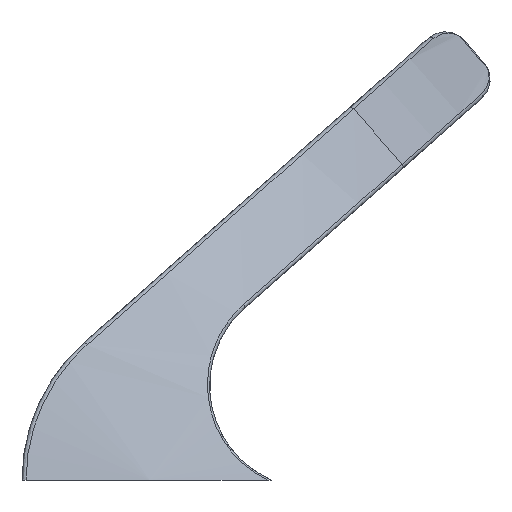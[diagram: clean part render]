
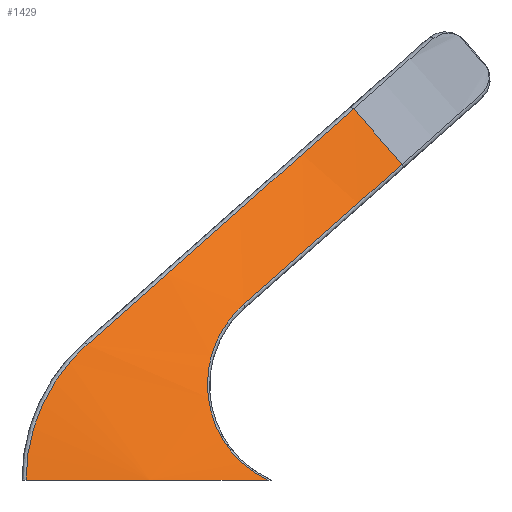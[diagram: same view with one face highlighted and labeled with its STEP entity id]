
A CAD part, left-side view. The second image highlights one B-rep face of the part: STEP entity #1429.
In plain terms, the highlighted cylindrical face has radius 45.822 mm (diameter 91.644 mm), a partial arc.
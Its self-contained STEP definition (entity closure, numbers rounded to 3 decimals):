
#16 = EDGE_CURVE ( 'NONE', #1323, #1473, #1151, .T. ) ;
#42 = EDGE_CURVE ( 'NONE', #1522, #782, #1821, .T. ) ;
#60 = CARTESIAN_POINT ( 'NONE',  ( -103.708, 3.055, 8.509 ) ) ;
#64 = CARTESIAN_POINT ( 'NONE',  ( -88., -4.766, 21.68 ) ) ;
#68 = CARTESIAN_POINT ( 'NONE',  ( -103.412, 2.821, 8.909 ) ) ;
#87 = CARTESIAN_POINT ( 'NONE',  ( -105.709, 3.6, 4.124 ) ) ;
#123 = ORIENTED_EDGE ( 'NONE', *, *, #1804, .T. ) ;
#212 = ORIENTED_EDGE ( 'NONE', *, *, #1668, .T. ) ;
#215 = CARTESIAN_POINT ( 'NONE',  ( -107.163, 10.801, 7.906 ) ) ;
#221 = CARTESIAN_POINT ( 'NONE',  ( -105.48, 3.735, 4.902 ) ) ;
#227 = CARTESIAN_POINT ( 'NONE',  ( -108.361, 12.681, 5.73 ) ) ;
#230 = CARTESIAN_POINT ( 'NONE',  ( -106.087, 1.85, 1.086 ) ) ;
#231 = DIRECTION ( 'NONE',  ( 0., -0.663, -0.749 ) ) ;
#265 = CARTESIAN_POINT ( 'NONE',  ( -107.163, 10.801, 7.906 ) ) ;
#349 = AXIS2_PLACEMENT_3D ( 'NONE', #904, #1035, #758 ) ;
#371 = CARTESIAN_POINT ( 'NONE',  ( -105.204, 3.771, 5.673 ) ) ;
#408 = VERTEX_POINT ( 'NONE', #265 ) ;
#433 = ORIENTED_EDGE ( 'NONE', *, *, #1160, .T. ) ;
#435 = AXIS2_PLACEMENT_3D ( 'NONE', #596, #859, #1302 ) ;
#496 = CARTESIAN_POINT ( 'NONE',  ( -107.645, 4.729, 0. ) ) ;
#507 = CARTESIAN_POINT ( 'NONE',  ( -105.301, 3.77, 5.417 ) ) ;
#509 = CARTESIAN_POINT ( 'NONE',  ( -105.84, 0.272, 0. ) ) ;
#512 = CARTESIAN_POINT ( 'NONE',  ( -109.663, 14.258, 1.544 ) ) ;
#552 = CARTESIAN_POINT ( 'NONE',  ( -105.84, 0.272, 0. ) ) ;
#596 = CARTESIAN_POINT ( 'NONE',  ( -65.534, 22.294, -8.005 ) ) ;
#631 = CARTESIAN_POINT ( 'NONE',  ( -102.797, 2.288, 9.635 ) ) ;
#655 =( BOUNDED_CURVE ( )  B_SPLINE_CURVE ( 3, ( #1206, #1497, #496, #509 ),
 .UNSPECIFIED., .F., .T. ) 
 B_SPLINE_CURVE_WITH_KNOTS ( ( 4, 4 ),
 ( 1.819, 2.067 ),
 .UNSPECIFIED. ) 
 CURVE ( )  GEOMETRIC_REPRESENTATION_ITEM ( )  RATIONAL_B_SPLINE_CURVE ( ( 1., 0.995, 0.995, 1. ) ) 
 REPRESENTATION_ITEM ( '' )  );
#659 = CARTESIAN_POINT ( 'NONE',  ( -108.748, 13.236, 4.762 ) ) ;
#664 = CARTESIAN_POINT ( 'NONE',  ( -105.561, 3.702, 4.643 ) ) ;
#668 = CARTESIAN_POINT ( 'NONE',  ( -109.955, 14.363, 0. ) ) ;
#677 = CARTESIAN_POINT ( 'NONE',  ( -109.819, 14.342, 0.776 ) ) ;
#694 = EDGE_LOOP ( 'NONE', ( #1272, #123, #915, #1295, #212, #433 ) ) ;
#758 = DIRECTION ( 'NONE',  ( 0., -0.749, 0.663 ) ) ;
#781 = CARTESIAN_POINT ( 'NONE',  ( -88., -7.615, 18.46 ) ) ;
#782 = VERTEX_POINT ( 'NONE', #64 ) ;
#784 = CARTESIAN_POINT ( 'NONE',  ( -102.144, 1.656, 10.256 ) ) ;
#800 = CARTESIAN_POINT ( 'NONE',  ( -108.623, 13.06, 5.094 ) ) ;
#804 = CARTESIAN_POINT ( 'NONE',  ( -106.095, 2.408, 1.692 ) ) ;
#859 = DIRECTION ( 'NONE',  ( 0., 0.663, 0.749 ) ) ;
#895 = CYLINDRICAL_SURFACE ( 'NONE', #349, 45.822 ) ;
#904 = CARTESIAN_POINT ( 'NONE',  ( -65.534, 10.608, -21.212 ) ) ;
#915 = ORIENTED_EDGE ( 'NONE', *, *, #42, .T. ) ;
#925 = CARTESIAN_POINT ( 'NONE',  ( -105.948, 3.273, 3.092 ) ) ;
#932 = FACE_OUTER_BOUND ( 'NONE', #694, .T. ) ;
#935 = CARTESIAN_POINT ( 'NONE',  ( -106.02, 1.213, 0.556 ) ) ;
#940 = CARTESIAN_POINT ( 'NONE',  ( -107.492, 11.338, 7.431 ) ) ;
#945 = CARTESIAN_POINT ( 'NONE',  ( -106.049, 1.435, 0.724 ) ) ;
#954 = CARTESIAN_POINT ( 'NONE',  ( -104.27, 3.437, 7.633 ) ) ;
#986 = CIRCLE ( 'NONE', #1695, 45.822 ) ;
#1035 = DIRECTION ( 'NONE',  ( 0., 0.663, 0.749 ) ) ;
#1078 = CARTESIAN_POINT ( 'NONE',  ( -105.897, 0.517, 0.119 ) ) ;
#1089 = CARTESIAN_POINT ( 'NONE',  ( -105.944, 0.755, 0.254 ) ) ;
#1094 = CARTESIAN_POINT ( 'NONE',  ( -109.89, 14.364, 0.389 ) ) ;
#1101 = DIRECTION ( 'NONE',  ( 0., -0.749, 0.663 ) ) ;
#1103 = CARTESIAN_POINT ( 'NONE',  ( -109.306, 13.946, 3.039 ) ) ;
#1119 = CARTESIAN_POINT ( 'NONE',  ( -88., -19.301, 5.253 ) ) ;
#1151 = B_SPLINE_CURVE_WITH_KNOTS ( 'NONE', 3,
 ( #1665, #1078, #1089, #935, #945, #230, #1383, #804, #1529, #1393, #925, #1519, #87, #664, #221, #507, #371, #1370, #1242, #1820, #954, #60, #68, #631, #1215, #784 ),
 .UNSPECIFIED., .F., .F.,
 ( 4, 2, 2, 2, 2, 2, 2, 2, 2, 2, 2, 2, 4 ),
 ( 0., 0.001, 0.002, 0.002, 0.003, 0.005, 0.006, 0.007, 0.007, 0.008, 0.01, 0.012, 0.013 ),
 .UNSPECIFIED. ) ;
#1160 = EDGE_CURVE ( 'NONE', #1363, #1323, #655, .T. ) ;
#1199 = VECTOR ( 'NONE', #1243, 1000. ) ;
#1206 = CARTESIAN_POINT ( 'NONE',  ( -109.955, 14.363, 0. ) ) ;
#1215 = CARTESIAN_POINT ( 'NONE',  ( -102.477, 1.988, 9.963 ) ) ;
#1242 = CARTESIAN_POINT ( 'NONE',  ( -104.88, 3.712, 6.437 ) ) ;
#1243 = DIRECTION ( 'NONE',  ( 0., 0.663, 0.749 ) ) ;
#1247 = EDGE_CURVE ( 'NONE', #782, #408, #986, .T. ) ;
#1258 = CIRCLE ( 'NONE', #435, 45.822 ) ;
#1272 = ORIENTED_EDGE ( 'NONE', *, *, #16, .T. ) ;
#1295 = ORIENTED_EDGE ( 'NONE', *, *, #1247, .T. ) ;
#1302 = DIRECTION ( 'NONE',  ( 0., 0.749, -0.663 ) ) ;
#1323 = VERTEX_POINT ( 'NONE', #552 ) ;
#1363 = VERTEX_POINT ( 'NONE', #1472 ) ;
#1370 = CARTESIAN_POINT ( 'NONE',  ( -104.993, 3.742, 6.184 ) ) ;
#1383 = CARTESIAN_POINT ( 'NONE',  ( -106.096, 2.045, 1.279 ) ) ;
#1393 = CARTESIAN_POINT ( 'NONE',  ( -106.025, 3.037, 2.604 ) ) ;
#1400 = CARTESIAN_POINT ( 'NONE',  ( -109.578, 14.194, 1.925 ) ) ;
#1429 = ADVANCED_FACE ( 'NONE', ( #932 ), #895, .T. ) ;
#1472 = CARTESIAN_POINT ( 'NONE',  ( -109.955, 14.363, 0. ) ) ;
#1473 = VERTEX_POINT ( 'NONE', #1515 ) ;
#1497 = CARTESIAN_POINT ( 'NONE',  ( -109.024, 9.451, 0. ) ) ;
#1515 = CARTESIAN_POINT ( 'NONE',  ( -102.144, 1.656, 10.256 ) ) ;
#1519 = CARTESIAN_POINT ( 'NONE',  ( -105.776, 3.531, 3.861 ) ) ;
#1522 = VERTEX_POINT ( 'NONE', #781 ) ;
#1529 = CARTESIAN_POINT ( 'NONE',  ( -106.085, 2.577, 1.914 ) ) ;
#1535 = CARTESIAN_POINT ( 'NONE',  ( -108.224, 12.476, 6.033 ) ) ;
#1555 = CARTESIAN_POINT ( 'NONE',  ( -109.1, 13.704, 3.748 ) ) ;
#1665 = CARTESIAN_POINT ( 'NONE',  ( -105.84, 0.272, 0. ) ) ;
#1668 = EDGE_CURVE ( 'NONE', #408, #1363, #1777, .T. ) ;
#1685 = CARTESIAN_POINT ( 'NONE',  ( -65.534, 25.143, -4.785 ) ) ;
#1695 = AXIS2_PLACEMENT_3D ( 'NONE', #1685, #231, #1101 ) ;
#1777 = B_SPLINE_CURVE_WITH_KNOTS ( 'NONE', 3,
 ( #215, #940, #1816, #1535, #227, #800, #659, #1555, #1103, #1400, #512, #677, #1094, #668 ),
 .UNSPECIFIED., .F., .F.,
 ( 4, 2, 2, 2, 2, 2, 4 ),
 ( 0., 0.002, 0.004, 0.005, 0.007, 0.008, 0.009 ),
 .UNSPECIFIED. ) ;
#1804 = EDGE_CURVE ( 'NONE', #1473, #1522, #1258, .T. ) ;
#1816 = CARTESIAN_POINT ( 'NONE',  ( -107.798, 11.825, 6.904 ) ) ;
#1820 = CARTESIAN_POINT ( 'NONE',  ( -104.527, 3.58, 7.17 ) ) ;
#1821 = LINE ( 'NONE', #1119, #1199 ) ;
